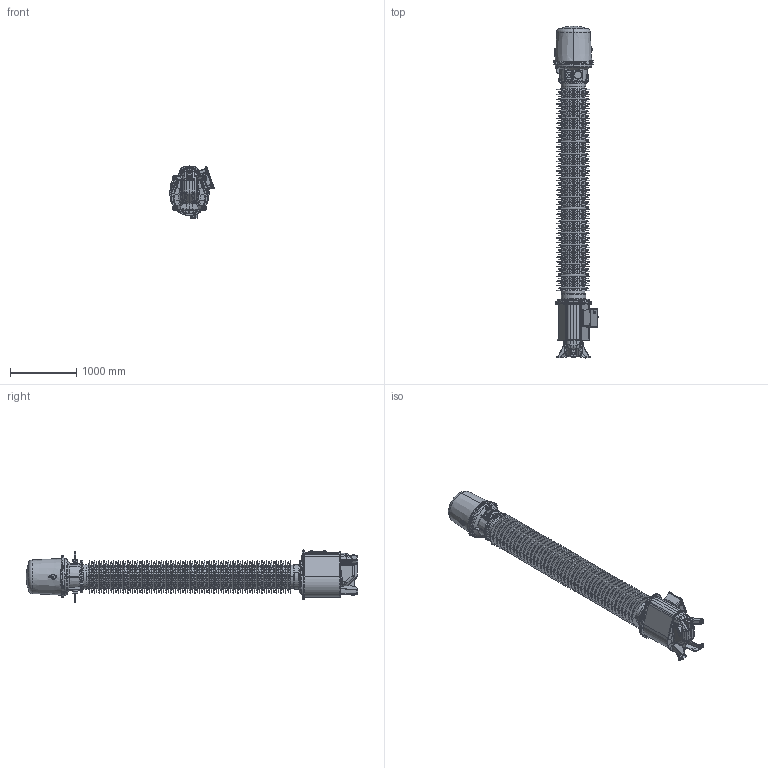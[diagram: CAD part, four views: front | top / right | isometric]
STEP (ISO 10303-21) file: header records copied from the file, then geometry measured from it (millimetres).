
FILE_DESCRIPTION((''),'2;1');
FILE_NAME('1HSE220062-934_SW0001','2016-11-02T',('sebjsjo1'),('ABB Technology Ltd.'),'PRO/ENGINEER BY PARAMETRIC TECHNOLOGY CORPORATION, 2015110','PRO/ENGINEER BY PARAMETRIC TECHNOLOGY CORPORATION, 2015110','');
FILE_SCHEMA(('CONFIG_CONTROL_DESIGN'));
Products named in the file (1): 1HSE220062-934_SW0001
Bounding box: 666.69 x 4994 x 783.84 mm (x, y, z)
Surface area: 27799311 mm2 (no closed solid volume)
Topology: 0 solids, 119 shells, 2561 faces, 8293 edges, 5637 vertices
Faces by surface type: cylinder 733, torus 606, plane 493, cone 404, bspline 274, sphere 40, extrusion 11
Entity records: 110358 total; most frequent: CARTESIAN_POINT 40641, DIRECTION 15079, ORIENTED_EDGE 12921, EDGE_CURVE 8293, AXIS2_PLACEMENT_3D 6175, VERTEX_POINT 5637, CIRCLE 3899, EDGE_LOOP 2807
